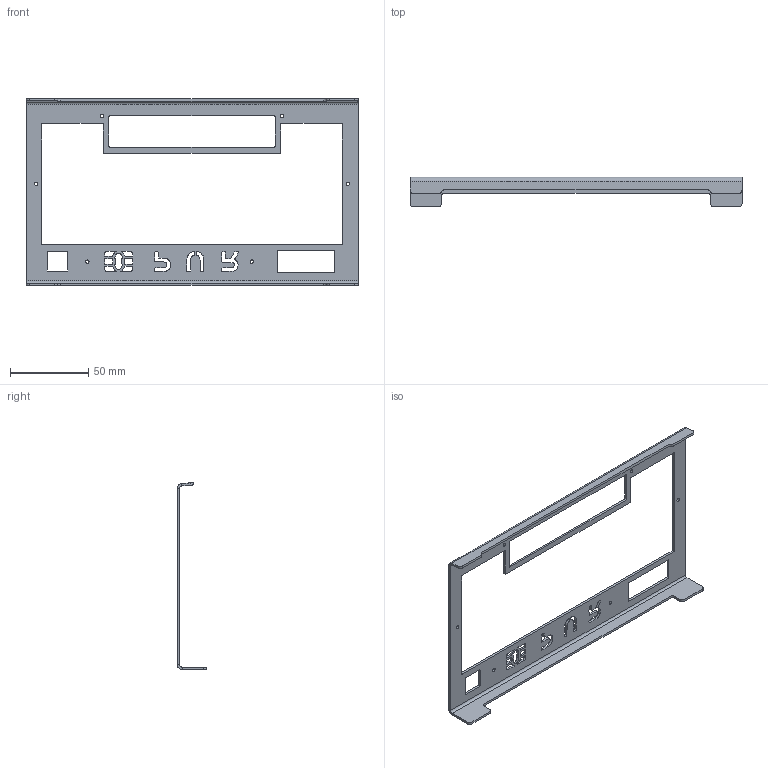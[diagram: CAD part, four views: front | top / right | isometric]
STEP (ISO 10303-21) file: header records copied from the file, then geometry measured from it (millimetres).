
FILE_DESCRIPTION(/* description */ (''),/* implementation_level */ '2;1');
FILE_NAME(/* name */ 'pur v20.step',/* time_stamp */ '2023-07-30T22:15:07+02:00',/* author */ (''),/* organization */ (''),/* preprocessor_version */ 'ST-DEVELOPER v20',/* originating_system */ 'Autodesk Translation Framework v12.9.0.99',/* authorisation */ '');
FILE_SCHEMA (('AUTOMOTIVE_DESIGN { 1 0 10303 214 3 1 1 }'));
Length unit declared in the file: millimetre
Products named in the file (3): pur; pur_1; Bent sheet case 2
Assembly tree (2 placements, depth 3):
  pur
    pur_1
      Bent sheet case 2
Bounding box: 211.5 x 18.7 x 119.06 mm (x, y, z)
Volume: 18666.5 mm3; surface area: 27972.6 mm2
Topology: 1 solids, 1 shells, 213 faces, 617 edges, 406 vertices
Faces by surface type: plane 96, bspline 75, cylinder 42
Full cylindrical faces by diameter (mm): 2.2 x6
Entity records: 7309 total; most frequent: CARTESIAN_POINT 2216, ORIENTED_EDGE 1234, DIRECTION 837, EDGE_CURVE 617, VERTEX_POINT 406, LINE 383, VECTOR 383, EDGE_LOOP 255
